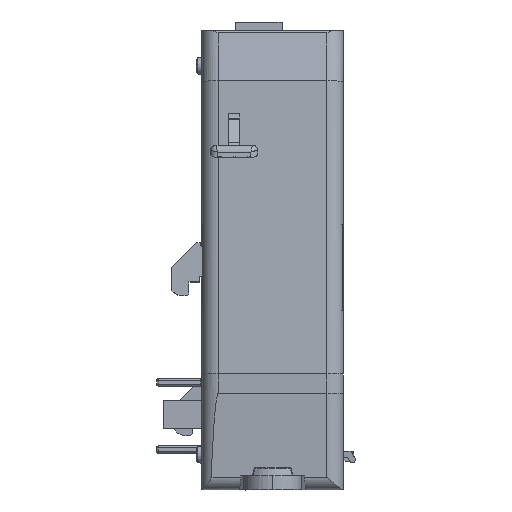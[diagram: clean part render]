
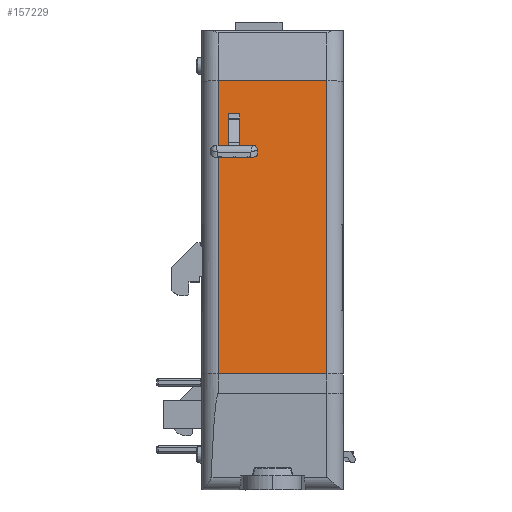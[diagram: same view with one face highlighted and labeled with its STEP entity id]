
A CAD part, front view. The second image highlights one B-rep face of the part: STEP entity #157229.
In plain terms, the highlighted planar face has unit normal (0, -0.999, 0.044).
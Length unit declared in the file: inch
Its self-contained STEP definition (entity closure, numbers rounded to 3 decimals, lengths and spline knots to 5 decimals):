
#7814 = DIRECTION ( 'NONE',  ( 0., 0.044, 0.999 ) ) ;
#11008 = CARTESIAN_POINT ( 'NONE',  ( -0.13567, -1.74776, -0.49051 ) ) ;
#11141 = ORIENTED_EDGE ( 'NONE', *, *, #134839, .T. ) ;
#12543 = VECTOR ( 'NONE', #38348, 39.37008 ) ;
#14620 = FACE_OUTER_BOUND ( 'NONE', #63565, .T. ) ;
#15631 = EDGE_CURVE ( 'NONE', #186594, #180874, #15958, .T. ) ;
#15958 = LINE ( 'NONE', #100821, #191949 ) ;
#16422 = CARTESIAN_POINT ( 'NONE',  ( 0.63541, -1.82827, -2.33452 ) ) ;
#16865 = LINE ( 'NONE', #80812, #44667 ) ;
#20718 = DIRECTION ( 'NONE',  ( 0., -0.044, -0.999 ) ) ;
#25467 = ORIENTED_EDGE ( 'NONE', *, *, #15631, .T. ) ;
#27183 = EDGE_CURVE ( 'NONE', #175526, #62318, #182778, .T. ) ;
#27573 = VECTOR ( 'NONE', #119710, 39.37008 ) ;
#35586 = CARTESIAN_POINT ( 'NONE',  ( 0.63541, -1.92586, -4.56957 ) ) ;
#38348 = DIRECTION ( 'NONE',  ( -1., 0., 0. ) ) ;
#39485 = VERTEX_POINT ( 'NONE', #63756 ) ;
#44667 = VECTOR ( 'NONE', #7814, 39.37008 ) ;
#47522 = EDGE_CURVE ( 'NONE', #175526, #163851, #134215, .T. ) ;
#49508 = EDGE_LOOP ( 'NONE', ( #107391, #61524, #137219, #78663 ) ) ;
#50367 = DIRECTION ( 'NONE',  ( 0., -0.999, 0.044 ) ) ;
#55135 = ORIENTED_EDGE ( 'NONE', *, *, #121160, .F. ) ;
#56473 = CARTESIAN_POINT ( 'NONE',  ( 0.63541, -1.75976, -0.76539 ) ) ;
#58825 = EDGE_CURVE ( 'NONE', #39485, #62318, #119340, .T. ) ;
#61524 = ORIENTED_EDGE ( 'NONE', *, *, #27183, .T. ) ;
#62318 = VERTEX_POINT ( 'NONE', #184361 ) ;
#62693 = DIRECTION ( 'NONE',  ( 0., -0.044, -0.999 ) ) ;
#63565 = EDGE_LOOP ( 'NONE', ( #55135, #25467, #191021, #11141 ) ) ;
#63756 = CARTESIAN_POINT ( 'NONE',  ( -0.17505, -1.75976, -0.76539 ) ) ;
#69438 = DIRECTION ( 'NONE',  ( 1., 0., 0. ) ) ;
#78663 = ORIENTED_EDGE ( 'NONE', *, *, #188199, .T. ) ;
#80812 = CARTESIAN_POINT ( 'NONE',  ( -0.17505, -1.92586, -4.56957 ) ) ;
#92455 = CARTESIAN_POINT ( 'NONE',  ( -0.09629, -1.92586, -4.56957 ) ) ;
#93266 = VERTEX_POINT ( 'NONE', #105303 ) ;
#95698 = PLANE ( 'NONE',  #114219 ) ;
#100821 = CARTESIAN_POINT ( 'NONE',  ( 0.51828, -1.92586, -4.56957 ) ) ;
#103977 = VECTOR ( 'NONE', #158943, 39.37008 ) ;
#105303 = CARTESIAN_POINT ( 'NONE',  ( -0.24746, -1.73772, -0.26054 ) ) ;
#107391 = ORIENTED_EDGE ( 'NONE', *, *, #47522, .F. ) ;
#114219 = AXIS2_PLACEMENT_3D ( 'NONE', #35586, #50367, #20718 ) ;
#118420 = CARTESIAN_POINT ( 'NONE',  ( -0.24746, -1.82827, -2.33452 ) ) ;
#119340 = LINE ( 'NONE', #56473, #128632 ) ;
#119710 = DIRECTION ( 'NONE',  ( -1., 0., 0. ) ) ;
#121160 = EDGE_CURVE ( 'NONE', #186594, #171697, #143378, .T. ) ;
#126307 = CARTESIAN_POINT ( 'NONE',  ( -0.17505, -1.74776, -0.49051 ) ) ;
#126782 = CARTESIAN_POINT ( 'NONE',  ( 0.63541, -1.73772, -0.26054 ) ) ;
#128632 = VECTOR ( 'NONE', #69438, 39.37008 ) ;
#130495 = LINE ( 'NONE', #126782, #12543 ) ;
#130560 = DIRECTION ( 'NONE',  ( 0., 0.044, 0.999 ) ) ;
#134215 = LINE ( 'NONE', #11008, #185191 ) ;
#134839 = EDGE_CURVE ( 'NONE', #93266, #171697, #175893, .T. ) ;
#137219 = ORIENTED_EDGE ( 'NONE', *, *, #58825, .F. ) ;
#143378 = LINE ( 'NONE', #16422, #27573 ) ;
#144134 = FACE_BOUND ( 'NONE', #49508, .T. ) ;
#147986 = VECTOR ( 'NONE', #62693, 39.37008 ) ;
#154600 = CARTESIAN_POINT ( 'NONE',  ( 0.51828, -1.73772, -0.26054 ) ) ;
#157229 = ADVANCED_FACE ( 'NONE', ( #14620, #144134 ), #95698, .T. ) ;
#158943 = DIRECTION ( 'NONE',  ( 0., -0.044, -0.999 ) ) ;
#159073 = DIRECTION ( 'NONE',  ( -1., 0., 0. ) ) ;
#163851 = VERTEX_POINT ( 'NONE', #126307 ) ;
#167761 = CARTESIAN_POINT ( 'NONE',  ( 0.51828, -1.82827, -2.33452 ) ) ;
#171697 = VERTEX_POINT ( 'NONE', #118420 ) ;
#173870 = CARTESIAN_POINT ( 'NONE',  ( -0.24746, -1.82827, -2.33452 ) ) ;
#175526 = VERTEX_POINT ( 'NONE', #182233 ) ;
#175893 = LINE ( 'NONE', #173870, #103977 ) ;
#180874 = VERTEX_POINT ( 'NONE', #154600 ) ;
#182233 = CARTESIAN_POINT ( 'NONE',  ( -0.09629, -1.74776, -0.49051 ) ) ;
#182778 = LINE ( 'NONE', #92455, #147986 ) ;
#184361 = CARTESIAN_POINT ( 'NONE',  ( -0.09629, -1.75976, -0.76539 ) ) ;
#185191 = VECTOR ( 'NONE', #159073, 39.37008 ) ;
#186594 = VERTEX_POINT ( 'NONE', #167761 ) ;
#187756 = EDGE_CURVE ( 'NONE', #180874, #93266, #130495, .T. ) ;
#188199 = EDGE_CURVE ( 'NONE', #39485, #163851, #16865, .T. ) ;
#191021 = ORIENTED_EDGE ( 'NONE', *, *, #187756, .T. ) ;
#191949 = VECTOR ( 'NONE', #130560, 39.37008 ) ;
